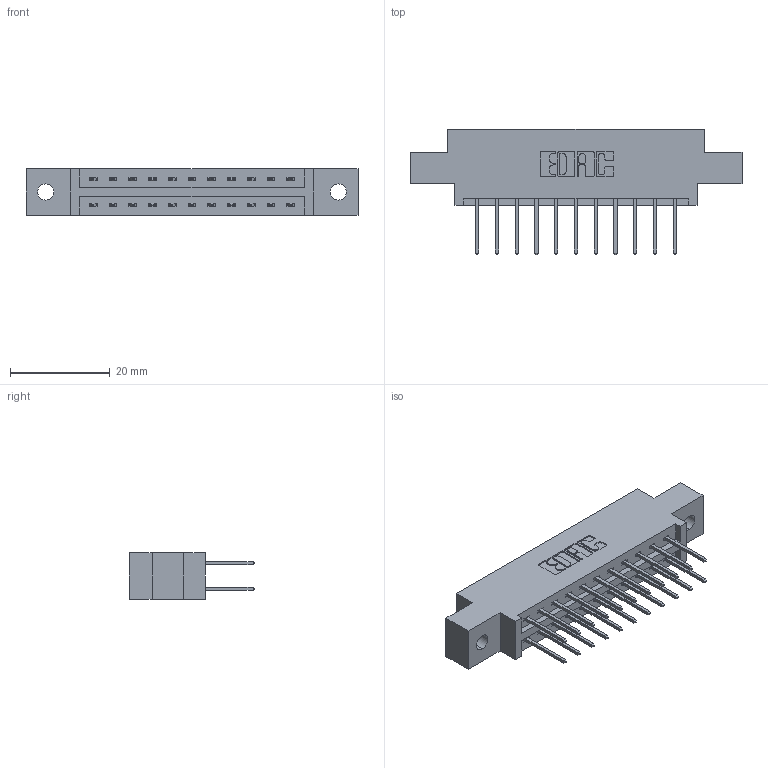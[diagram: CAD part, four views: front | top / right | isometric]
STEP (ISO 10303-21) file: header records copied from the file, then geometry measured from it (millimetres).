
FILE_DESCRIPTION (( 'STEP AP203' ), '1' );
FILE_NAME ('387-022-523-802.STEP', '2018-09-14T03:47:58', ( '' ), ( '' ), 'SwSTEP 2.0', 'SolidWorks 2016', '' );
FILE_SCHEMA (( 'CONFIG_CONTROL_DESIGN' ));
Length unit declared in the file: inch
Products named in the file (3): 337 Part_0.170 Offset - 0.128 Dia; 345-292-001_345-293-123; 387-022-523-802
Assembly tree (23 placements, depth 2):
  387-022-523-802
    337 Part_0.170 Offset - 0.128 Dia
    345-292-001_345-293-123  x22
Bounding box: 66.6 x 25.15 x 9.4 mm (x, y, z)
Volume: 6497 mm3; surface area: 7093.1 mm2
Topology: 23 solids, 23 shells, 1306 faces, 3865 edges, 2546 vertices
Faces by surface type: plane 910, cylinder 396
Entity records: 12691 total; most frequent: CARTESIAN_POINT 2166, ORIENTED_EDGE 2102, DIRECTION 1899, EDGE_CURVE 1051, LINE 923, VECTOR 923, VERTEX_POINT 698, AXIS2_PLACEMENT_3D 488
